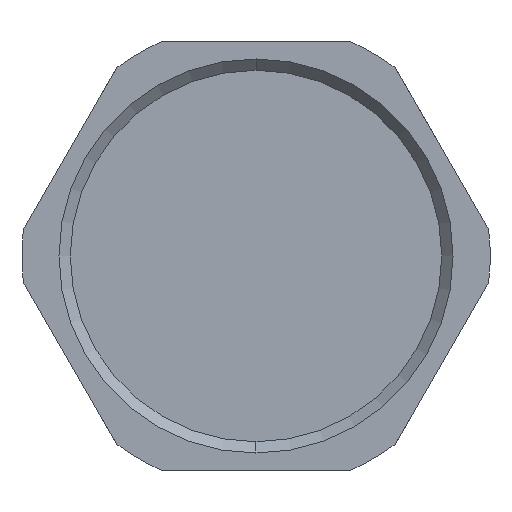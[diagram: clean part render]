
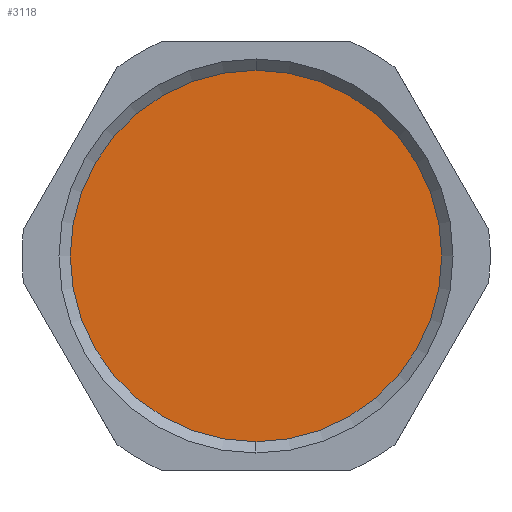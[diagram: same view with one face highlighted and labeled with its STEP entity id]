
A CAD part, left-side view. The second image highlights one B-rep face of the part: STEP entity #3118.
In plain terms, the highlighted planar face has unit normal (-1, 0, 0).
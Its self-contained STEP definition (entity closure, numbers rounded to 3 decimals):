
#917 = EDGE_CURVE ( 'NONE', #6361, #1983, #3751, .T. ) ;
#1019 = CARTESIAN_POINT ( 'NONE',  ( 8.1, 0., 0. ) ) ;
#1240 = DIRECTION ( 'NONE',  ( -1., 0., 0. ) ) ;
#1668 = DIRECTION ( 'NONE',  ( 0., 0., 1. ) ) ;
#1750 = EDGE_LOOP ( 'NONE', ( #7341, #4026 ) ) ;
#1983 = VERTEX_POINT ( 'NONE', #3553 ) ;
#2443 = CIRCLE ( 'NONE', #2459, 9.517 ) ;
#2459 = AXIS2_PLACEMENT_3D ( 'NONE', #5027, #1240, #5661 ) ;
#2560 = PLANE ( 'NONE',  #4577 ) ;
#3040 = EDGE_CURVE ( 'NONE', #1983, #6361, #2443, .T. ) ;
#3118 = ADVANCED_FACE ( 'NONE', ( #3721 ), #2560, .F. ) ;
#3553 = CARTESIAN_POINT ( 'NONE',  ( 8.1, 0., -9.517 ) ) ;
#3721 = FACE_OUTER_BOUND ( 'NONE', #1750, .T. ) ;
#3751 = CIRCLE ( 'NONE', #5234, 9.517 ) ;
#3836 = DIRECTION ( 'NONE',  ( 0., 0., -1. ) ) ;
#4026 = ORIENTED_EDGE ( 'NONE', *, *, #3040, .T. ) ;
#4248 = CARTESIAN_POINT ( 'NONE',  ( 8.1, 0., 9.517 ) ) ;
#4577 = AXIS2_PLACEMENT_3D ( 'NONE', #6995, #7628, #3836 ) ;
#5027 = CARTESIAN_POINT ( 'NONE',  ( 8.1, 0., 0. ) ) ;
#5234 = AXIS2_PLACEMENT_3D ( 'NONE', #1019, #5443, #1668 ) ;
#5443 = DIRECTION ( 'NONE',  ( -1., 0., 0. ) ) ;
#5661 = DIRECTION ( 'NONE',  ( 0., 0., 1. ) ) ;
#6361 = VERTEX_POINT ( 'NONE', #4248 ) ;
#6995 = CARTESIAN_POINT ( 'NONE',  ( 8.1, 9.517, 0. ) ) ;
#7341 = ORIENTED_EDGE ( 'NONE', *, *, #917, .T. ) ;
#7628 = DIRECTION ( 'NONE',  ( 1., 0., 0. ) ) ;
